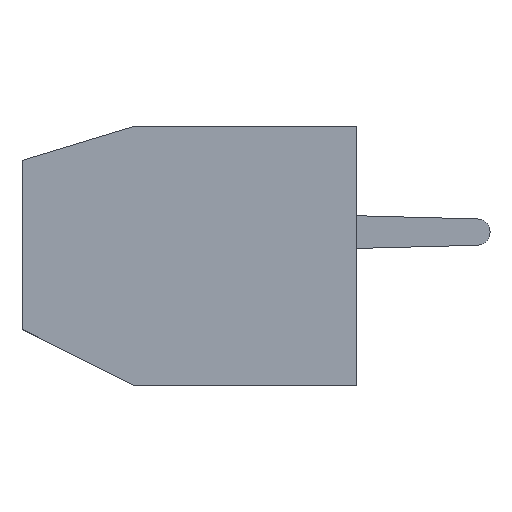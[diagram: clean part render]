
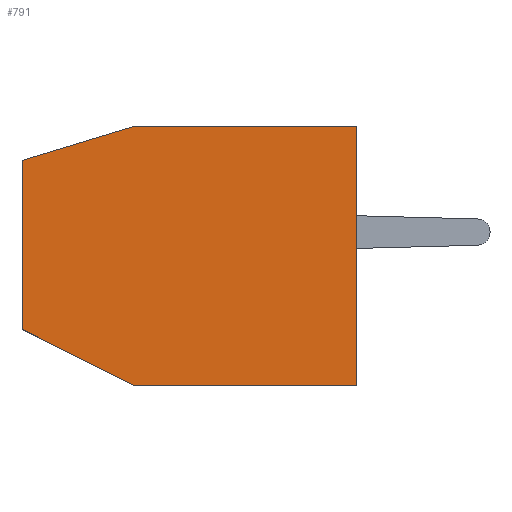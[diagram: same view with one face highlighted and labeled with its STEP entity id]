
A CAD part, left-side view. The second image highlights one B-rep face of the part: STEP entity #791.
In plain terms, the highlighted planar face has unit normal (-1, 0, 0).
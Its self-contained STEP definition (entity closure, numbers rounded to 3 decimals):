
#72 = EDGE_CURVE ( 'NONE', #408, #1430, #2344, .T. ) ;
#135 = CARTESIAN_POINT ( 'NONE',  ( -2.5, 6.5, -3.8 ) ) ;
#181 = VECTOR ( 'NONE', #2251, 1000. ) ;
#209 = CARTESIAN_POINT ( 'NONE',  ( -2.5, 9.8, -2.15 ) ) ;
#210 = EDGE_CURVE ( 'NONE', #2722, #1849, #1807, .T. ) ;
#301 = EDGE_CURVE ( 'NONE', #1914, #585, #1019, .T. ) ;
#408 = VERTEX_POINT ( 'NONE', #2113 ) ;
#414 = EDGE_CURVE ( 'NONE', #408, #2722, #2126, .T. ) ;
#433 = PLANE ( 'NONE',  #1394 ) ;
#447 = FACE_OUTER_BOUND ( 'NONE', #1938, .T. ) ;
#513 = CARTESIAN_POINT ( 'NONE',  ( -2.5, 9.8, 2.8 ) ) ;
#585 = VERTEX_POINT ( 'NONE', #2421 ) ;
#589 = LINE ( 'NONE', #605, #1490 ) ;
#605 = CARTESIAN_POINT ( 'NONE',  ( -2.5, 0., -3.8 ) ) ;
#622 = DIRECTION ( 'NONE',  ( 0., 0., -1. ) ) ;
#671 = VECTOR ( 'NONE', #1035, 1000. ) ;
#675 = CARTESIAN_POINT ( 'NONE',  ( -2.5, 6.5, -3.8 ) ) ;
#790 = CARTESIAN_POINT ( 'NONE',  ( -2.5, 0., -3.8 ) ) ;
#791 = ADVANCED_FACE ( 'NONE', ( #447 ), #433, .F. ) ;
#922 = DIRECTION ( 'NONE',  ( 0., 0.957, -0.29 ) ) ;
#987 = ORIENTED_EDGE ( 'NONE', *, *, #1246, .T. ) ;
#1019 = LINE ( 'NONE', #2235, #1881 ) ;
#1035 = DIRECTION ( 'NONE',  ( 0., -0.894, -0.447 ) ) ;
#1204 = CARTESIAN_POINT ( 'NONE',  ( -2.5, 9.8, 2.8 ) ) ;
#1246 = EDGE_CURVE ( 'NONE', #1849, #585, #589, .T. ) ;
#1291 = CARTESIAN_POINT ( 'NONE',  ( -2.5, 9.8, -3.8 ) ) ;
#1298 = CARTESIAN_POINT ( 'NONE',  ( -2.5, 6.5, -3.8 ) ) ;
#1394 = AXIS2_PLACEMENT_3D ( 'NONE', #1298, #2741, #622 ) ;
#1430 = VERTEX_POINT ( 'NONE', #1204 ) ;
#1490 = VECTOR ( 'NONE', #2304, 1000. ) ;
#1499 = ORIENTED_EDGE ( 'NONE', *, *, #72, .F. ) ;
#1645 = ORIENTED_EDGE ( 'NONE', *, *, #210, .T. ) ;
#1807 = LINE ( 'NONE', #135, #181 ) ;
#1822 = DIRECTION ( 'NONE',  ( 0., -1., 0. ) ) ;
#1849 = VERTEX_POINT ( 'NONE', #790 ) ;
#1881 = VECTOR ( 'NONE', #1822, 1000. ) ;
#1893 = VECTOR ( 'NONE', #922, 1000. ) ;
#1914 = VERTEX_POINT ( 'NONE', #2712 ) ;
#1924 = VECTOR ( 'NONE', #2140, 1000. ) ;
#1938 = EDGE_LOOP ( 'NONE', ( #1499, #2206, #1645, #987, #2469, #2049 ) ) ;
#2049 = ORIENTED_EDGE ( 'NONE', *, *, #2177, .T. ) ;
#2113 = CARTESIAN_POINT ( 'NONE',  ( -2.5, 9.8, -2.15 ) ) ;
#2126 = LINE ( 'NONE', #209, #671 ) ;
#2140 = DIRECTION ( 'NONE',  ( 0., 0., 1. ) ) ;
#2177 = EDGE_CURVE ( 'NONE', #1914, #1430, #2419, .T. ) ;
#2206 = ORIENTED_EDGE ( 'NONE', *, *, #414, .T. ) ;
#2235 = CARTESIAN_POINT ( 'NONE',  ( -2.5, 6.5, 3.8 ) ) ;
#2251 = DIRECTION ( 'NONE',  ( 0., -1., 0. ) ) ;
#2304 = DIRECTION ( 'NONE',  ( 0., 0., 1. ) ) ;
#2344 = LINE ( 'NONE', #1291, #1924 ) ;
#2419 = LINE ( 'NONE', #513, #1893 ) ;
#2421 = CARTESIAN_POINT ( 'NONE',  ( -2.5, 0., 3.8 ) ) ;
#2469 = ORIENTED_EDGE ( 'NONE', *, *, #301, .F. ) ;
#2712 = CARTESIAN_POINT ( 'NONE',  ( -2.5, 6.5, 3.8 ) ) ;
#2722 = VERTEX_POINT ( 'NONE', #675 ) ;
#2741 = DIRECTION ( 'NONE',  ( 1., 0., 0. ) ) ;
